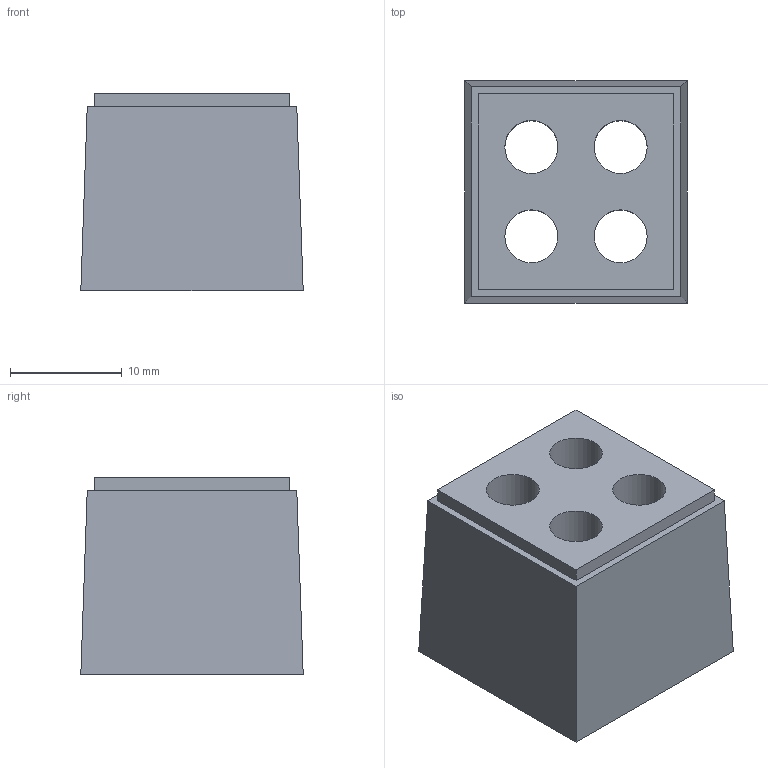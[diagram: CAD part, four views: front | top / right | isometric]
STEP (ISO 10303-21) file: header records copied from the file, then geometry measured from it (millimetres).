
FILE_DESCRIPTION(/* description */ (''),/* implementation_level */ '2;1');
FILE_NAME(/* name */ '28672.4_28673.6_KDS-DE_4x5.stp',/* time_stamp */ '2018-02-12T13:24:06+01:00',/* author */ (''),/* organization */ (''),/* preprocessor_version */ 'ST-DEVELOPER v16',/* originating_system */ 'SIEMENS PLM Software NX 10.0',/* authorisation */ '');
FILE_SCHEMA (('CONFIG_CONTROL_DESIGN'));
Length unit declared in the file: millimetre
Products named in the file (1): 28672.4_28673.6_KDS-DE_4x5
Bounding box: 19.91 x 19.91 x 17.7 mm (x, y, z)
Volume: 5279.1 mm3; surface area: 3040.2 mm2
Topology: 1 solids, 1 shells, 78 faces, 198 edges, 132 vertices
Faces by surface type: plane 65, extrusion 7, cylinder 6
Full cylindrical faces by diameter (mm): 4.74 x4, 5 x2
Entity records: 2647 total; most frequent: CARTESIAN_POINT 874, ORIENTED_EDGE 384, DIRECTION 251, EDGE_CURVE 192, VERTEX_POINT 132, B_SPLINE_CURVE_WITH_KNOTS 111, EDGE_LOOP 102, AXIS2_PLACEMENT_3D 84
